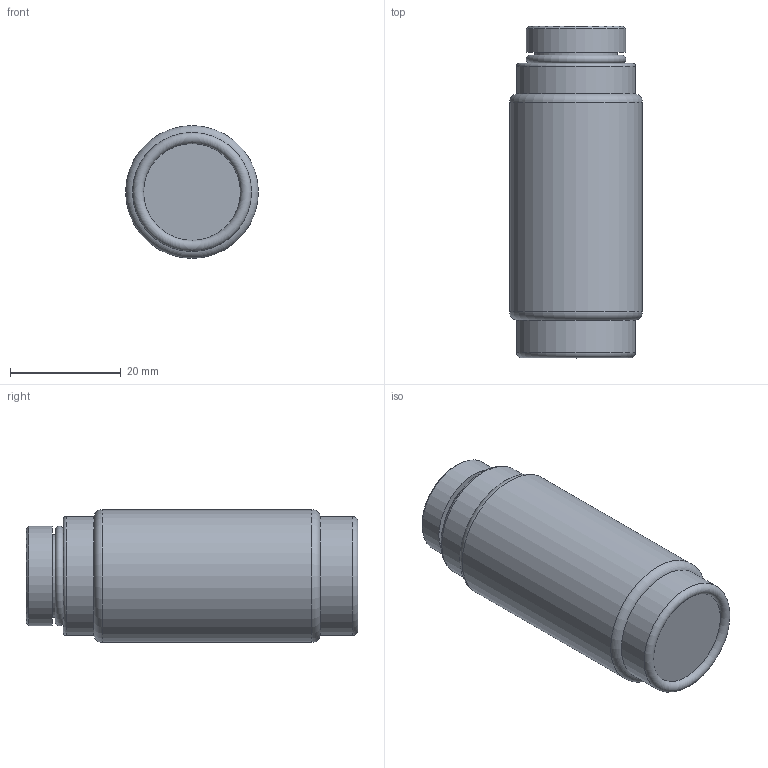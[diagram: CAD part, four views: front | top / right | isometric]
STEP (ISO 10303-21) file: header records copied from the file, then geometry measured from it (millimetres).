
FILE_DESCRIPTION(/* description */ ('STEP AP214'),/* implementation_level */ '2;1');
FILE_NAME(/* name */ '162677_MS4_D-MINI-LFM-B',/* time_stamp */ '2024-09-09T14:48:49+02:00',/* author */ ('License CC BY-ND 4.0'),/* organization */ ('CADENAS'),/* preprocessor_version */ 'ST-DEVELOPER v19.3',/* originating_system */ 'PARTsolutions',/* authorisation */ ' ');
FILE_SCHEMA (('AUTOMOTIVE_DESIGN {1 0 10303 214 3 1 1}'));
Length unit declared in the file: millimetre
Products named in the file (1): 162677 MS4/D-MINI-LFM-B
Bounding box: 24 x 59.95 x 24 mm (x, y, z)
Volume: 19118.1 mm3; surface area: 7321.7 mm2
Topology: 1 solids, 1 shells, 22 faces, 35 edges, 21 vertices
Faces by surface type: plane 8, cylinder 7, torus 5, cone 2
Full cylindrical faces by diameter (mm): 7.5 x1, 11 x1, 15 x1, 18 x1, 21.5 x2, 24 x1
Entity records: 612 total; most frequent: DIRECTION 88, CARTESIAN_POINT 65, AXIS2_PLACEMENT_3D 44, ORIENTED_EDGE 42, EDGE_LOOP 42, FACE_BOUND 42, STYLED_ITEM 22, PRESENTATION_STYLE_ASSIGNMENT 22
